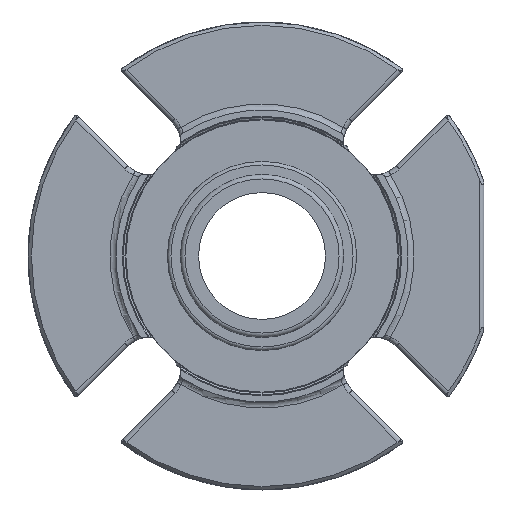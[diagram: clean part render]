
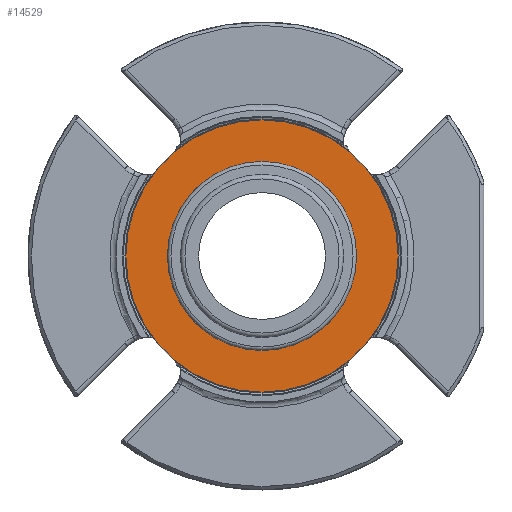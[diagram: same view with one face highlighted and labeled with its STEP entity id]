
A CAD part, left-side view. The second image highlights one B-rep face of the part: STEP entity #14529.
In plain terms, the highlighted planar face has unit normal (-1, 0, 0).
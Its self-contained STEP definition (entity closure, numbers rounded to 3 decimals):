
#1893=PLANE('',#15594);
#4940=ORIENTED_EDGE('',*,*,#6450,.T.);
#4941=ORIENTED_EDGE('',*,*,#6449,.F.);
#6449=EDGE_CURVE('',#7423,#7423,#7940,.F.);
#6450=EDGE_CURVE('',#7424,#7424,#7941,.T.);
#7423=VERTEX_POINT('',#25589);
#7424=VERTEX_POINT('',#25592);
#7940=CIRCLE('',#15591,21.298);
#7941=CIRCLE('',#15593,30.658);
#8649=EDGE_LOOP('',(#4940));
#8650=EDGE_LOOP('',(#4941));
#9374=FACE_BOUND('',#8649,.T.);
#9375=FACE_BOUND('',#8650,.T.);
#14529=ADVANCED_FACE('',(#9374,#9375),#1893,.F.);
#15591=AXIS2_PLACEMENT_3D('',#25588,#18234,#18235);
#15593=AXIS2_PLACEMENT_3D('',#25591,#18238,#18239);
#15594=AXIS2_PLACEMENT_3D('',#25593,#18240,#18241);
#18234=DIRECTION('',(1.,0.,0.));
#18235=DIRECTION('',(0.,1.,0.));
#18238=DIRECTION('',(-1.,0.,0.));
#18239=DIRECTION('',(0.,0.,-1.));
#18240=DIRECTION('',(1.,0.,0.));
#18241=DIRECTION('',(0.,0.,1.));
#25588=CARTESIAN_POINT('',(-0.483,0.,0.));
#25589=CARTESIAN_POINT('',(-0.483,21.298,0.));
#25591=CARTESIAN_POINT('',(-0.483,0.,0.));
#25592=CARTESIAN_POINT('',(-0.483,0.,-30.658));
#25593=CARTESIAN_POINT('',(-0.483,0.,-30.658));
